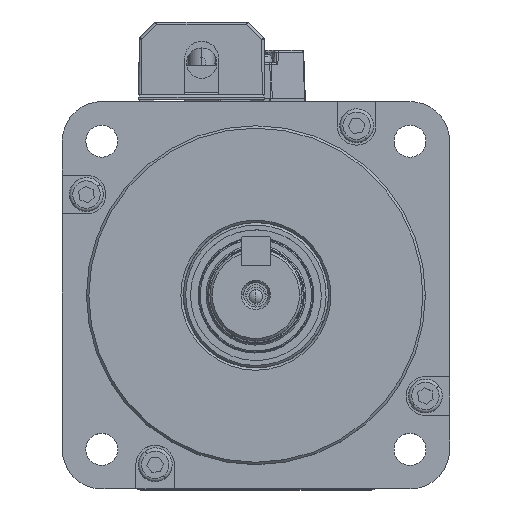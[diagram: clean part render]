
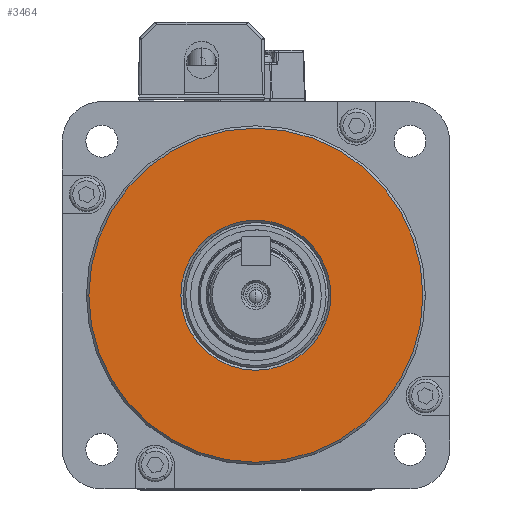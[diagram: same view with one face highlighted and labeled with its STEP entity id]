
A CAD part, top view. The second image highlights one B-rep face of the part: STEP entity #3464.
In plain terms, the highlighted planar face has unit normal (0, 0, 1).
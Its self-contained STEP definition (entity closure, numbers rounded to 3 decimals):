
#350 = ORIENTED_EDGE ( 'NONE', *, *, #10525, .T. ) ;
#3464 = ADVANCED_FACE ( 'NONE', ( #8538, #12997 ), #20257, .T. ) ;
#3485 = VERTEX_POINT ( 'NONE', #5761 ) ;
#3941 = DIRECTION ( 'NONE',  ( 0., 0., 1. ) ) ;
#5593 = AXIS2_PLACEMENT_3D ( 'NONE', #15274, #3941, #17170 ) ;
#5620 = CARTESIAN_POINT ( 'NONE',  ( -1.14, -6.169, 139.3 ) ) ;
#5761 = CARTESIAN_POINT ( 'NONE',  ( -16.64, -6.169, 139.3 ) ) ;
#6426 = VERTEX_POINT ( 'NONE', #19266 ) ;
#6659 = CARTESIAN_POINT ( 'NONE',  ( 14.36, -6.169, 139.3 ) ) ;
#7474 = DIRECTION ( 'NONE',  ( 1., 0., 0. ) ) ;
#7983 = AXIS2_PLACEMENT_3D ( 'NONE', #10290, #23478, #12193 ) ;
#8285 = AXIS2_PLACEMENT_3D ( 'NONE', #21705, #10416, #23621 ) ;
#8538 = FACE_BOUND ( 'NONE', #21544, .T. ) ;
#8922 = CARTESIAN_POINT ( 'NONE',  ( -41.14, -46.169, 139.3 ) ) ;
#10260 = ORIENTED_EDGE ( 'NONE', *, *, #12063, .T. ) ;
#10290 = CARTESIAN_POINT ( 'NONE',  ( -1.14, -6.169, 139.3 ) ) ;
#10416 = DIRECTION ( 'NONE',  ( 0., 0., -1. ) ) ;
#10525 = EDGE_CURVE ( 'NONE', #14605, #3485, #20563, .T. ) ;
#12063 = EDGE_CURVE ( 'NONE', #3485, #14605, #24298, .T. ) ;
#12193 = DIRECTION ( 'NONE',  ( 1., 0., 0. ) ) ;
#12203 = AXIS2_PLACEMENT_3D ( 'NONE', #8922, #20392, #22027 ) ;
#12968 = EDGE_LOOP ( 'NONE', ( #14332, #21294 ) ) ;
#12997 = FACE_OUTER_BOUND ( 'NONE', #12968, .T. ) ;
#14062 = CIRCLE ( 'NONE', #5593, 34.5 ) ;
#14260 = EDGE_CURVE ( 'NONE', #22688, #6426, #19015, .T. ) ;
#14332 = ORIENTED_EDGE ( 'NONE', *, *, #21963, .T. ) ;
#14605 = VERTEX_POINT ( 'NONE', #6659 ) ;
#15274 = CARTESIAN_POINT ( 'NONE',  ( -1.14, -6.169, 139.3 ) ) ;
#17170 = DIRECTION ( 'NONE',  ( 1., 0., 0. ) ) ;
#18197 = AXIS2_PLACEMENT_3D ( 'NONE', #5620, #18830, #7474 ) ;
#18830 = DIRECTION ( 'NONE',  ( 0., 0., 1. ) ) ;
#19015 = CIRCLE ( 'NONE', #18197, 34.5 ) ;
#19266 = CARTESIAN_POINT ( 'NONE',  ( -35.64, -6.169, 139.3 ) ) ;
#19681 = CARTESIAN_POINT ( 'NONE',  ( 33.36, -6.169, 139.3 ) ) ;
#20257 = PLANE ( 'NONE',  #12203 ) ;
#20392 = DIRECTION ( 'NONE',  ( 0., 0., 1. ) ) ;
#20563 = CIRCLE ( 'NONE', #8285, 15.5 ) ;
#21294 = ORIENTED_EDGE ( 'NONE', *, *, #14260, .T. ) ;
#21544 = EDGE_LOOP ( 'NONE', ( #350, #10260 ) ) ;
#21705 = CARTESIAN_POINT ( 'NONE',  ( -1.14, -6.169, 139.3 ) ) ;
#21963 = EDGE_CURVE ( 'NONE', #6426, #22688, #14062, .T. ) ;
#22027 = DIRECTION ( 'NONE',  ( 1., 0., 0. ) ) ;
#22688 = VERTEX_POINT ( 'NONE', #19681 ) ;
#23478 = DIRECTION ( 'NONE',  ( 0., 0., -1. ) ) ;
#23621 = DIRECTION ( 'NONE',  ( 1., 0., 0. ) ) ;
#24298 = CIRCLE ( 'NONE', #7983, 15.5 ) ;
